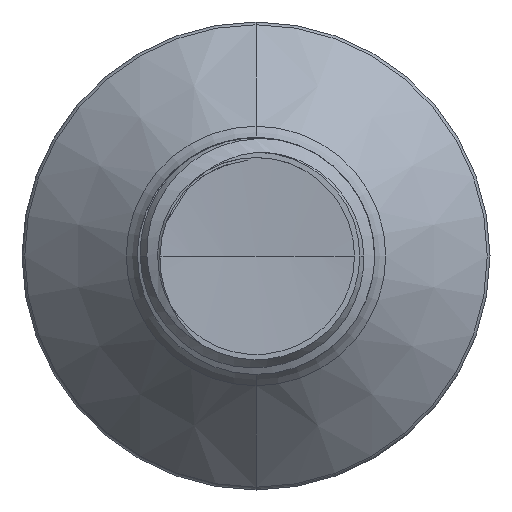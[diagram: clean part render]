
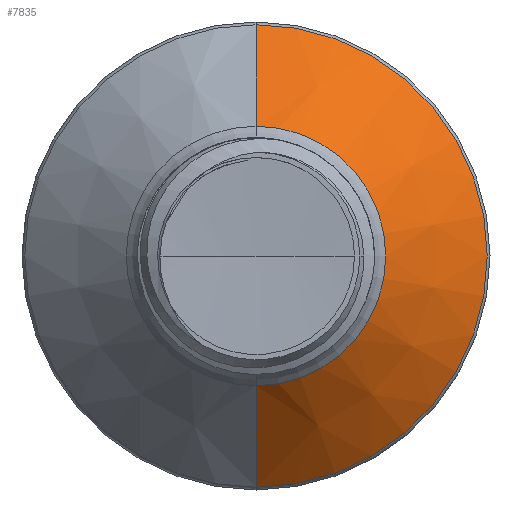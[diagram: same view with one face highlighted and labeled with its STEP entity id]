
A CAD part, front view. The second image highlights one B-rep face of the part: STEP entity #7835.
In plain terms, the highlighted conical face has half-angle 45 degrees and reference radius 4.381 mm.
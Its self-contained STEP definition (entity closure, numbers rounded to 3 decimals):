
#1626 = DIRECTION ( 'NONE',  ( 0., 0.707, 0.707 ) ) ;
#1757 = CARTESIAN_POINT ( 'NONE',  ( 0., 23.058, 4.381 ) ) ;
#2064 = DIRECTION ( 'NONE',  ( 0., 0., 1. ) ) ;
#2097 = DIRECTION ( 'NONE',  ( 0., 1., 0. ) ) ;
#2143 = CARTESIAN_POINT ( 'NONE',  ( 0., 26.485, 0. ) ) ;
#5263 = CARTESIAN_POINT ( 'NONE',  ( 0., 26.485, -7.807 ) ) ;
#5950 = VECTOR ( 'NONE', #1626, 1000. ) ;
#6328 = CIRCLE ( 'NONE', #29952, 4.381 ) ;
#7835 = ADVANCED_FACE ( 'NONE', ( #31728 ), #30894, .T. ) ;
#11068 = CARTESIAN_POINT ( 'NONE',  ( 0., 26.485, 7.807 ) ) ;
#11166 = VERTEX_POINT ( 'NONE', #11068 ) ;
#11743 = EDGE_LOOP ( 'NONE', ( #25304, #11851, #36989, #31868 ) ) ;
#11826 = DIRECTION ( 'NONE',  ( 0., 0.707, -0.707 ) ) ;
#11851 = ORIENTED_EDGE ( 'NONE', *, *, #29395, .T. ) ;
#12875 = EDGE_CURVE ( 'NONE', #11166, #16367, #37474, .T. ) ;
#13218 = EDGE_CURVE ( 'NONE', #19853, #11166, #32154, .T. ) ;
#15043 = CARTESIAN_POINT ( 'NONE',  ( 0., 23.058, 0. ) ) ;
#15607 = AXIS2_PLACEMENT_3D ( 'NONE', #2143, #2097, #2064 ) ;
#16367 = VERTEX_POINT ( 'NONE', #5263 ) ;
#17092 = AXIS2_PLACEMENT_3D ( 'NONE', #30906, #26612, #26739 ) ;
#18255 = DIRECTION ( 'NONE',  ( 0., 0., 1. ) ) ;
#19394 = CARTESIAN_POINT ( 'NONE',  ( 0., 23.058, -4.381 ) ) ;
#19853 = VERTEX_POINT ( 'NONE', #30529 ) ;
#22993 = VERTEX_POINT ( 'NONE', #19394 ) ;
#25304 = ORIENTED_EDGE ( 'NONE', *, *, #29347, .T. ) ;
#26612 = DIRECTION ( 'NONE',  ( 0., 1., 0. ) ) ;
#26739 = DIRECTION ( 'NONE',  ( 0., 0., 1. ) ) ;
#29347 = EDGE_CURVE ( 'NONE', #19853, #22993, #6328, .T. ) ;
#29395 = EDGE_CURVE ( 'NONE', #22993, #16367, #36922, .T. ) ;
#29952 = AXIS2_PLACEMENT_3D ( 'NONE', #15043, #35268, #18255 ) ;
#30529 = CARTESIAN_POINT ( 'NONE',  ( 0., 23.058, 4.381 ) ) ;
#30894 = CONICAL_SURFACE ( 'NONE', #17092, 4.381, 0.785 ) ;
#30906 = CARTESIAN_POINT ( 'NONE',  ( 0., 23.058, 0. ) ) ;
#31728 = FACE_OUTER_BOUND ( 'NONE', #11743, .T. ) ;
#31868 = ORIENTED_EDGE ( 'NONE', *, *, #13218, .F. ) ;
#32154 = LINE ( 'NONE', #1757, #5950 ) ;
#35268 = DIRECTION ( 'NONE',  ( 0., 1., 0. ) ) ;
#36105 = VECTOR ( 'NONE', #11826, 1000. ) ;
#36922 = LINE ( 'NONE', #37829, #36105 ) ;
#36989 = ORIENTED_EDGE ( 'NONE', *, *, #12875, .F. ) ;
#37474 = CIRCLE ( 'NONE', #15607, 7.807 ) ;
#37829 = CARTESIAN_POINT ( 'NONE',  ( 0., 23.058, -4.381 ) ) ;
